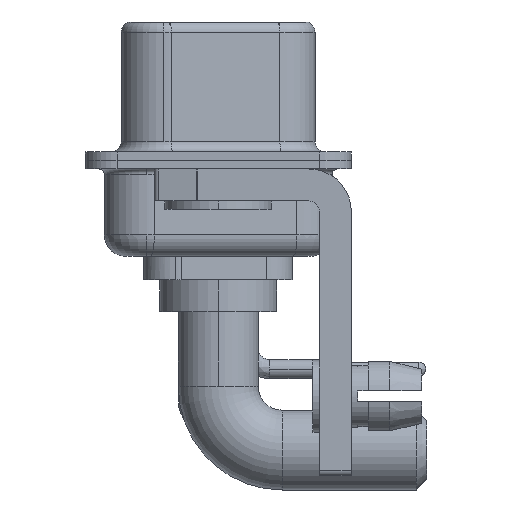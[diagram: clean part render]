
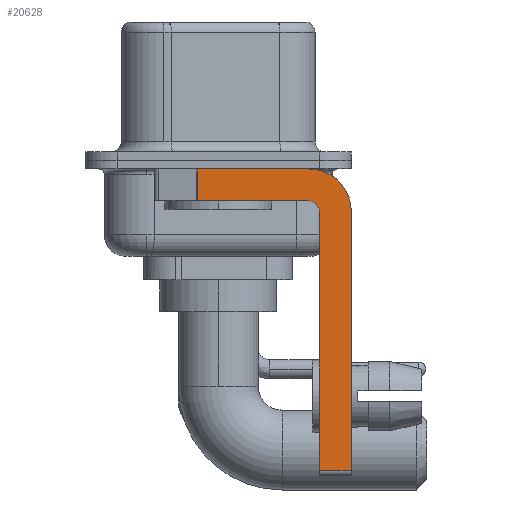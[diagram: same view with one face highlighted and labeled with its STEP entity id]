
A CAD part, left-side view. The second image highlights one B-rep face of the part: STEP entity #20628.
In plain terms, the highlighted planar face has unit normal (-1, 0, 0).
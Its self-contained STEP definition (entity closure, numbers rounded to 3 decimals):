
#344 = ORIENTED_EDGE ( 'NONE', *, *, #20719, .F. ) ;
#429 = CARTESIAN_POINT ( 'NONE',  ( -2.9, -4.75, -14.55 ) ) ;
#488 = LINE ( 'NONE', #6718, #25141 ) ;
#1232 = AXIS2_PLACEMENT_3D ( 'NONE', #22753, #1333, #16506 ) ;
#1333 = DIRECTION ( 'NONE',  ( -1., 0., 0. ) ) ;
#1359 = CARTESIAN_POINT ( 'NONE',  ( -2.9, -4.25, -14.55 ) ) ;
#2114 = CARTESIAN_POINT ( 'NONE',  ( -2.9, 0.978, -1.9 ) ) ;
#3237 = VECTOR ( 'NONE', #15243, 1000. ) ;
#4105 = CARTESIAN_POINT ( 'NONE',  ( -2.9, -6.25, -2.4 ) ) ;
#4923 = ORIENTED_EDGE ( 'NONE', *, *, #14219, .F. ) ;
#6241 = LINE ( 'NONE', #14897, #26830 ) ;
#6718 = CARTESIAN_POINT ( 'NONE',  ( -2.9, -6.25, -2.4 ) ) ;
#6868 = CARTESIAN_POINT ( 'NONE',  ( -2.9, -4.75, -14.8 ) ) ;
#7344 = DIRECTION ( 'NONE',  ( 0., 0., -1. ) ) ;
#7413 = VERTEX_POINT ( 'NONE', #17922 ) ;
#7901 = EDGE_LOOP ( 'NONE', ( #25672, #11843, #17192, #4923, #344, #15854, #27582, #26073 ) ) ;
#8086 = LINE ( 'NONE', #2114, #17200 ) ;
#8226 = LINE ( 'NONE', #8509, #27655 ) ;
#8359 = AXIS2_PLACEMENT_3D ( 'NONE', #18528, #18251, #7344 ) ;
#8509 = CARTESIAN_POINT ( 'NONE',  ( -2.9, -4.25, -1.9 ) ) ;
#9579 = VECTOR ( 'NONE', #20503, 1000. ) ;
#9681 = VERTEX_POINT ( 'NONE', #26961 ) ;
#10161 = CIRCLE ( 'NONE', #8359, 2. ) ;
#10297 = DIRECTION ( 'NONE',  ( 0., 0., -1. ) ) ;
#10496 = DIRECTION ( 'NONE',  ( 0., 0., -1. ) ) ;
#10596 = CARTESIAN_POINT ( 'NONE',  ( -2.9, -4.75, -2.4 ) ) ;
#11137 = LINE ( 'NONE', #6868, #3237 ) ;
#11540 = EDGE_CURVE ( 'NONE', #7413, #22330, #10161, .T. ) ;
#11843 = ORIENTED_EDGE ( 'NONE', *, *, #18571, .T. ) ;
#12413 = CARTESIAN_POINT ( 'NONE',  ( -2.9, -4.25, -2.4 ) ) ;
#12759 = DIRECTION ( 'NONE',  ( 0., -1., 0. ) ) ;
#12786 = EDGE_CURVE ( 'NONE', #22330, #14114, #488, .T. ) ;
#13716 = VERTEX_POINT ( 'NONE', #429 ) ;
#14114 = VERTEX_POINT ( 'NONE', #22332 ) ;
#14219 = EDGE_CURVE ( 'NONE', #15309, #22793, #17954, .T. ) ;
#14403 = FACE_OUTER_BOUND ( 'NONE', #7901, .T. ) ;
#14897 = CARTESIAN_POINT ( 'NONE',  ( -2.9, 3., -0.4 ) ) ;
#15243 = DIRECTION ( 'NONE',  ( 0., 0., 1. ) ) ;
#15309 = VERTEX_POINT ( 'NONE', #10596 ) ;
#15509 = DIRECTION ( 'NONE',  ( 0., 0., -1. ) ) ;
#15825 = CARTESIAN_POINT ( 'NONE',  ( -2.9, -4.25, -1.9 ) ) ;
#15854 = ORIENTED_EDGE ( 'NONE', *, *, #20456, .T. ) ;
#16506 = DIRECTION ( 'NONE',  ( 0., 0., 1. ) ) ;
#16797 = DIRECTION ( 'NONE',  ( 1., 0., 0. ) ) ;
#17141 = DIRECTION ( 'NONE',  ( 0., 1., 0. ) ) ;
#17192 = ORIENTED_EDGE ( 'NONE', *, *, #22254, .F. ) ;
#17200 = VECTOR ( 'NONE', #10496, 1000. ) ;
#17569 = CARTESIAN_POINT ( 'NONE',  ( -2.9, 0.978, -1.9 ) ) ;
#17922 = CARTESIAN_POINT ( 'NONE',  ( -2.9, -4.25, -0.4 ) ) ;
#17954 = CIRCLE ( 'NONE', #1232, 0.5 ) ;
#18251 = DIRECTION ( 'NONE',  ( 1., 0., 0. ) ) ;
#18528 = CARTESIAN_POINT ( 'NONE',  ( -2.9, -4.25, -2.4 ) ) ;
#18571 = EDGE_CURVE ( 'NONE', #9681, #20095, #8086, .T. ) ;
#20095 = VERTEX_POINT ( 'NONE', #17569 ) ;
#20456 = EDGE_CURVE ( 'NONE', #13716, #14114, #24638, .T. ) ;
#20503 = DIRECTION ( 'NONE',  ( 0., -1., 0. ) ) ;
#20628 = ADVANCED_FACE ( 'NONE', ( #14403 ), #21344, .F. ) ;
#20719 = EDGE_CURVE ( 'NONE', #13716, #15309, #11137, .T. ) ;
#21344 = PLANE ( 'NONE',  #25450 ) ;
#22254 = EDGE_CURVE ( 'NONE', #22793, #20095, #8226, .T. ) ;
#22330 = VERTEX_POINT ( 'NONE', #4105 ) ;
#22332 = CARTESIAN_POINT ( 'NONE',  ( -2.9, -6.25, -14.55 ) ) ;
#22753 = CARTESIAN_POINT ( 'NONE',  ( -2.9, -4.25, -2.4 ) ) ;
#22793 = VERTEX_POINT ( 'NONE', #15825 ) ;
#24638 = LINE ( 'NONE', #1359, #9579 ) ;
#25141 = VECTOR ( 'NONE', #15509, 1000. ) ;
#25362 = EDGE_CURVE ( 'NONE', #9681, #7413, #6241, .T. ) ;
#25450 = AXIS2_PLACEMENT_3D ( 'NONE', #12413, #16797, #10297 ) ;
#25672 = ORIENTED_EDGE ( 'NONE', *, *, #25362, .F. ) ;
#26073 = ORIENTED_EDGE ( 'NONE', *, *, #11540, .F. ) ;
#26830 = VECTOR ( 'NONE', #12759, 1000. ) ;
#26961 = CARTESIAN_POINT ( 'NONE',  ( -2.9, 0.978, -0.4 ) ) ;
#27582 = ORIENTED_EDGE ( 'NONE', *, *, #12786, .F. ) ;
#27655 = VECTOR ( 'NONE', #17141, 1000. ) ;
